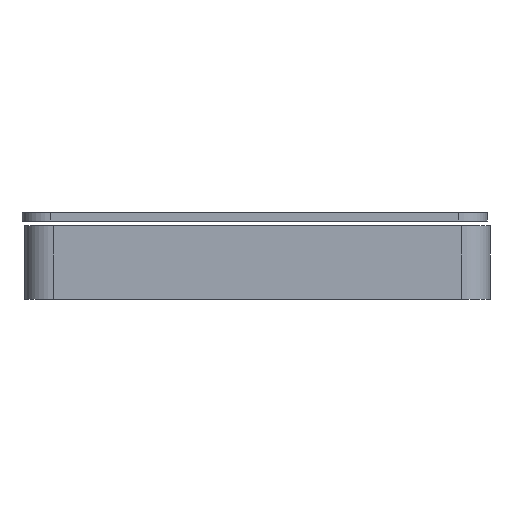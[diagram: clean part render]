
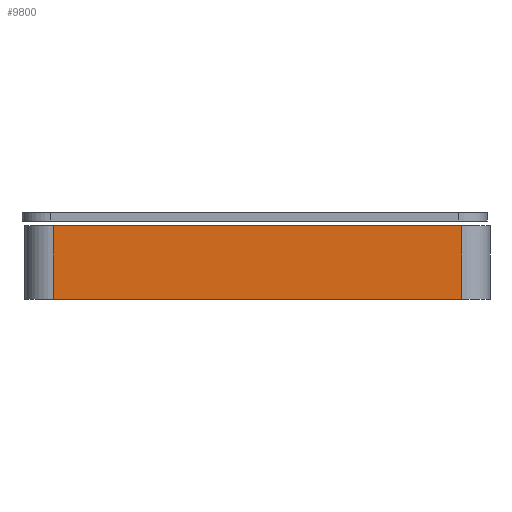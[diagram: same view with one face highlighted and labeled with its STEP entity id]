
A CAD part, left-side view. The second image highlights one B-rep face of the part: STEP entity #9800.
In plain terms, the highlighted planar face has unit normal (-1, 0, 0).
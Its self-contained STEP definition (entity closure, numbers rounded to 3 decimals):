
#1032=PLANE('',#10380);
#1201=FACE_OUTER_BOUND('',#1740,.T.);
#1740=EDGE_LOOP('',(#6683,#6684,#6685,#6686));
#2428=LINE('',#12496,#3201);
#2430=LINE('',#12502,#3203);
#2431=LINE('',#12504,#3204);
#2432=LINE('',#12505,#3205);
#3201=VECTOR('',#10830,10.);
#3203=VECTOR('',#10836,10.);
#3204=VECTOR('',#10837,10.);
#3205=VECTOR('',#10838,10.);
#4155=VERTEX_POINT('',#12493);
#4156=VERTEX_POINT('',#12495);
#4158=VERTEX_POINT('',#12501);
#4159=VERTEX_POINT('',#12503);
#5165=EDGE_CURVE('',#4155,#4156,#2428,.T.);
#5168=EDGE_CURVE('',#4158,#4155,#2430,.T.);
#5169=EDGE_CURVE('',#4159,#4158,#2431,.T.);
#5170=EDGE_CURVE('',#4156,#4159,#2432,.T.);
#6683=ORIENTED_EDGE('',*,*,#5165,.F.);
#6684=ORIENTED_EDGE('',*,*,#5168,.F.);
#6685=ORIENTED_EDGE('',*,*,#5169,.F.);
#6686=ORIENTED_EDGE('',*,*,#5170,.F.);
#9800=ADVANCED_FACE('',(#1201),#1032,.T.);
#10380=AXIS2_PLACEMENT_3D('',#12500,#10834,#10835);
#10830=DIRECTION('',(0.,0.,-1.));
#10834=DIRECTION('center_axis',(-1.,0.,0.));
#10835=DIRECTION('ref_axis',(0.,-1.,0.));
#10836=DIRECTION('',(0.,-1.,0.));
#10837=DIRECTION('',(0.,0.,1.));
#10838=DIRECTION('',(0.,1.,0.));
#12493=CARTESIAN_POINT('',(-72.268,-24.561,13.));
#12495=CARTESIAN_POINT('',(-72.268,-24.561,0.));
#12496=CARTESIAN_POINT('',(-72.268,-24.561,0.));
#12500=CARTESIAN_POINT('Origin',(-72.268,52.352,0.));
#12501=CARTESIAN_POINT('',(-72.268,47.352,13.));
#12502=CARTESIAN_POINT('',(-72.268,-29.561,13.));
#12503=CARTESIAN_POINT('',(-72.268,47.352,0.));
#12504=CARTESIAN_POINT('',(-72.268,47.352,0.));
#12505=CARTESIAN_POINT('',(-72.268,-29.561,0.));
